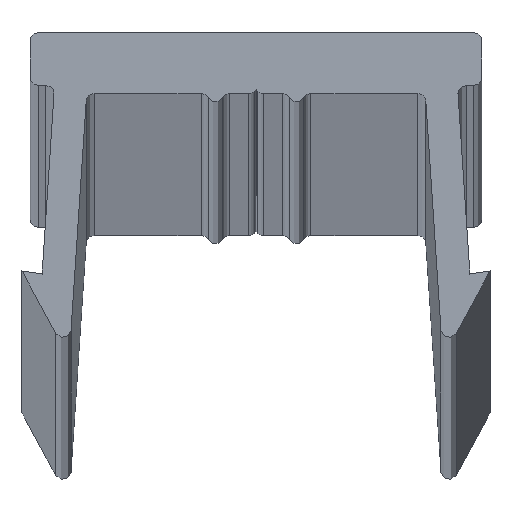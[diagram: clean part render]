
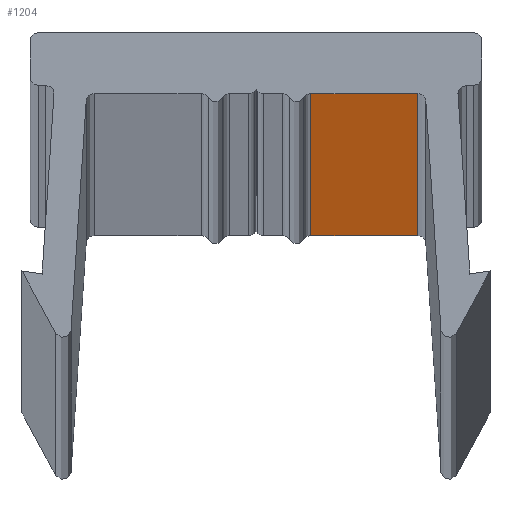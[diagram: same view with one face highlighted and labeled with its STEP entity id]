
A CAD part, top view. The second image highlights one B-rep face of the part: STEP entity #1204.
In plain terms, the highlighted planar face has unit normal (0, -1, 0).
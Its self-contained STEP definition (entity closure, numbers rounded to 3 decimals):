
#9 = VECTOR ( 'NONE', #324, 1000. ) ;
#47 = DIRECTION ( 'NONE',  ( 1., 0., 0. ) ) ;
#67 = VERTEX_POINT ( 'NONE', #373 ) ;
#69 = EDGE_CURVE ( 'NONE', #566, #183, #1226, .T. ) ;
#93 = CARTESIAN_POINT ( 'NONE',  ( 3.974, -1.5, 2000. ) ) ;
#98 = ORIENTED_EDGE ( 'NONE', *, *, #1210, .T. ) ;
#100 = CARTESIAN_POINT ( 'NONE',  ( 1.346, -1.5, 0. ) ) ;
#104 = LINE ( 'NONE', #640, #9 ) ;
#129 = CARTESIAN_POINT ( 'NONE',  ( 1.346, -1.5, 1000. ) ) ;
#183 = VERTEX_POINT ( 'NONE', #93 ) ;
#217 = VERTEX_POINT ( 'NONE', #100 ) ;
#229 = LINE ( 'NONE', #129, #1280 ) ;
#268 = CARTESIAN_POINT ( 'NONE',  ( 1.346, -1.5, 2000. ) ) ;
#269 = FACE_OUTER_BOUND ( 'NONE', #367, .T. ) ;
#324 = DIRECTION ( 'NONE',  ( 0., 0., -1. ) ) ;
#367 = EDGE_LOOP ( 'NONE', ( #1338, #1088, #798, #98 ) ) ;
#373 = CARTESIAN_POINT ( 'NONE',  ( 3.974, -1.5, 0. ) ) ;
#500 = PLANE ( 'NONE',  #745 ) ;
#566 = VERTEX_POINT ( 'NONE', #1145 ) ;
#605 = EDGE_CURVE ( 'NONE', #566, #217, #229, .T. ) ;
#640 = CARTESIAN_POINT ( 'NONE',  ( 3.974, -1.5, 1000. ) ) ;
#687 = DIRECTION ( 'NONE',  ( 0., 0., -1. ) ) ;
#693 = CARTESIAN_POINT ( 'NONE',  ( -3.974, -1.5, 1000. ) ) ;
#698 = DIRECTION ( 'NONE',  ( 1., 0., 0. ) ) ;
#719 = DIRECTION ( 'NONE',  ( 1., 0., 0. ) ) ;
#745 = AXIS2_PLACEMENT_3D ( 'NONE', #693, #930, #719 ) ;
#798 = ORIENTED_EDGE ( 'NONE', *, *, #605, .T. ) ;
#803 = VECTOR ( 'NONE', #698, 1000. ) ;
#911 = EDGE_CURVE ( 'NONE', #183, #67, #104, .T. ) ;
#930 = DIRECTION ( 'NONE',  ( 0., 1., 0. ) ) ;
#1088 = ORIENTED_EDGE ( 'NONE', *, *, #69, .F. ) ;
#1145 = CARTESIAN_POINT ( 'NONE',  ( 1.346, -1.5, 2000. ) ) ;
#1204 = ADVANCED_FACE ( 'NONE', ( #269 ), #500, .F. ) ;
#1210 = EDGE_CURVE ( 'NONE', #217, #67, #1246, .T. ) ;
#1226 = LINE ( 'NONE', #268, #803 ) ;
#1246 = LINE ( 'NONE', #1352, #1373 ) ;
#1280 = VECTOR ( 'NONE', #687, 1000. ) ;
#1338 = ORIENTED_EDGE ( 'NONE', *, *, #911, .F. ) ;
#1352 = CARTESIAN_POINT ( 'NONE',  ( -3.974, -1.5, 0. ) ) ;
#1373 = VECTOR ( 'NONE', #47, 1000. ) ;
